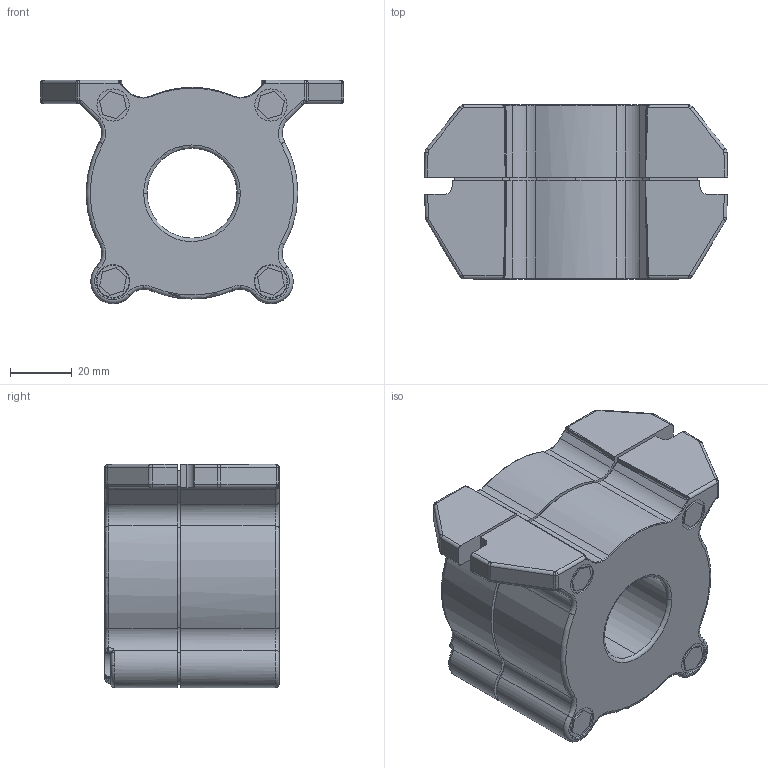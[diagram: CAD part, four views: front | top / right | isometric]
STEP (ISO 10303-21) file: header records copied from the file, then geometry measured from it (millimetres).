
FILE_DESCRIPTION (( 'STEP AP214' ), '1' );
FILE_NAME ('RF008X00A.STEP', '2021-11-18T19:07:52', ( '' ), ( '' ), 'SwSTEP 2.0', 'SolidWorks 2017', '' );
FILE_SCHEMA (( 'AUTOMOTIVE_DESIGN' ));
Length unit declared in the file: inch
Products named in the file (1): RF008X00A
Bounding box: 98 x 56.28 x 72.14 mm (x, y, z)
Volume: 212961 mm3; surface area: 33461.7 mm2
Topology: 1 solids, 2 shells, 489 faces, 1292 edges, 818 vertices
Faces by surface type: plane 156, cylinder 149, bspline 113, torus 68, sphere 3
Entity records: 20999 total; most frequent: CARTESIAN_POINT 10163, ORIENTED_EDGE 2570, DIRECTION 1768, EDGE_CURVE 1285, VERTEX_POINT 818, AXIS2_PLACEMENT_3D 628, LINE 512, VECTOR 512
